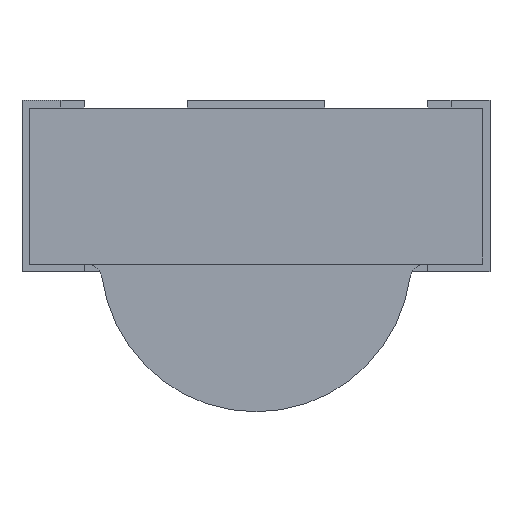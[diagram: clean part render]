
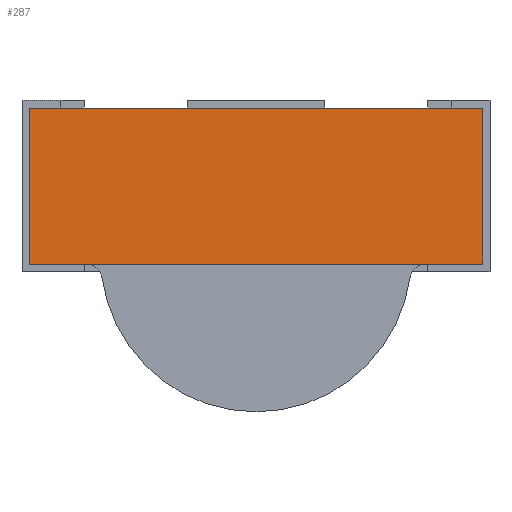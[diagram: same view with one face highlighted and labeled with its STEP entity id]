
A CAD part, front view. The second image highlights one B-rep face of the part: STEP entity #287.
In plain terms, the highlighted planar face has unit normal (0, -1, 0).
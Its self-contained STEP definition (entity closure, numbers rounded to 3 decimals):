
#70 = CARTESIAN_POINT ( 'NONE',  ( -1.45, 0., 0. ) ) ;
#139 = EDGE_CURVE ( 'NONE', #668, #1822, #1558, .T. ) ;
#184 = CARTESIAN_POINT ( 'NONE',  ( 1.45, 0., 0. ) ) ;
#187 = VERTEX_POINT ( 'NONE', #1955 ) ;
#287 = ADVANCED_FACE ( 'NONE', ( #809 ), #1363, .F. ) ;
#351 = VECTOR ( 'NONE', #1198, 1000. ) ;
#408 = LINE ( 'NONE', #1629, #1773 ) ;
#473 = EDGE_CURVE ( 'NONE', #1077, #187, #2046, .T. ) ;
#522 = DIRECTION ( 'NONE',  ( -1., 0., 0. ) ) ;
#538 = ORIENTED_EDGE ( 'NONE', *, *, #473, .F. ) ;
#563 = VECTOR ( 'NONE', #1557, 1000. ) ;
#644 = LINE ( 'NONE', #1402, #563 ) ;
#668 = VERTEX_POINT ( 'NONE', #1277 ) ;
#716 = EDGE_CURVE ( 'NONE', #1822, #187, #644, .T. ) ;
#769 = VECTOR ( 'NONE', #1779, 1000. ) ;
#809 = FACE_OUTER_BOUND ( 'NONE', #1832, .T. ) ;
#834 = ORIENTED_EDGE ( 'NONE', *, *, #139, .T. ) ;
#894 = AXIS2_PLACEMENT_3D ( 'NONE', #1036, #1823, #1530 ) ;
#1036 = CARTESIAN_POINT ( 'NONE',  ( 0., 0., 0. ) ) ;
#1077 = VERTEX_POINT ( 'NONE', #1883 ) ;
#1149 = ORIENTED_EDGE ( 'NONE', *, *, #1598, .F. ) ;
#1198 = DIRECTION ( 'NONE',  ( 0., 0., 1. ) ) ;
#1277 = CARTESIAN_POINT ( 'NONE',  ( 1.45, 0., -0.05 ) ) ;
#1363 = PLANE ( 'NONE',  #894 ) ;
#1402 = CARTESIAN_POINT ( 'NONE',  ( 0., 0., 0.95 ) ) ;
#1530 = DIRECTION ( 'NONE',  ( 0., 0., 1. ) ) ;
#1532 = CARTESIAN_POINT ( 'NONE',  ( 1.45, 0., 0.95 ) ) ;
#1557 = DIRECTION ( 'NONE',  ( -1., 0., 0. ) ) ;
#1558 = LINE ( 'NONE', #184, #769 ) ;
#1598 = EDGE_CURVE ( 'NONE', #668, #1077, #408, .T. ) ;
#1629 = CARTESIAN_POINT ( 'NONE',  ( 0., 0., -0.05 ) ) ;
#1636 = ORIENTED_EDGE ( 'NONE', *, *, #716, .T. ) ;
#1773 = VECTOR ( 'NONE', #522, 1000. ) ;
#1779 = DIRECTION ( 'NONE',  ( 0., 0., 1. ) ) ;
#1822 = VERTEX_POINT ( 'NONE', #1532 ) ;
#1823 = DIRECTION ( 'NONE',  ( 0., 1., 0. ) ) ;
#1832 = EDGE_LOOP ( 'NONE', ( #1149, #834, #1636, #538 ) ) ;
#1883 = CARTESIAN_POINT ( 'NONE',  ( -1.45, 0., -0.05 ) ) ;
#1955 = CARTESIAN_POINT ( 'NONE',  ( -1.45, 0., 0.95 ) ) ;
#2046 = LINE ( 'NONE', #70, #351 ) ;
